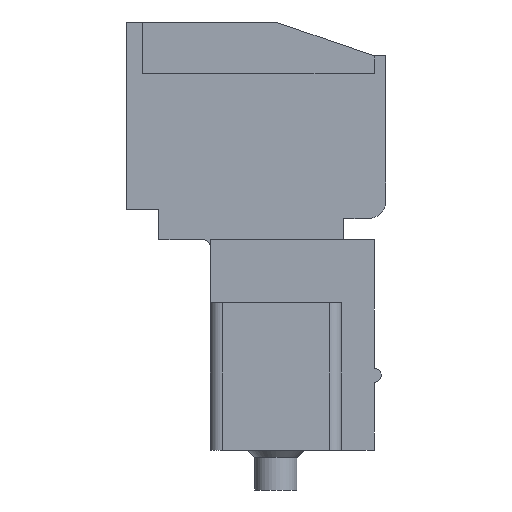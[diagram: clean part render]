
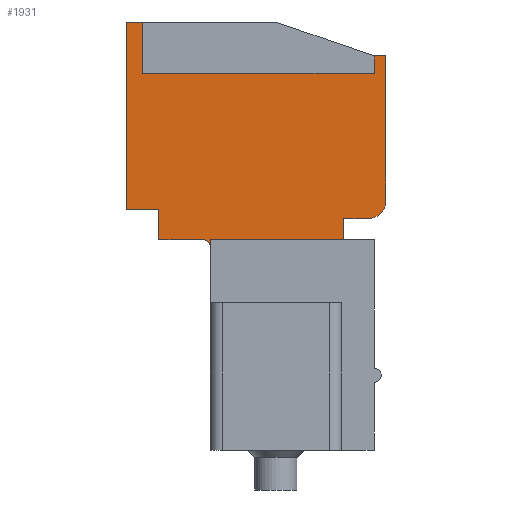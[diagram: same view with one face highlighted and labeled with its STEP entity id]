
A CAD part, left-side view. The second image highlights one B-rep face of the part: STEP entity #1931.
In plain terms, the highlighted planar face has unit normal (-1, 0, 0).
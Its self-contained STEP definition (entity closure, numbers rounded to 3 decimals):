
#1931 = ADVANCED_FACE( '', ( #4228 ), #4229, .T. );
#4228 = FACE_OUTER_BOUND( '', #6995, .T. );
#4229 = PLANE( '', #6996 );
#6995 = EDGE_LOOP( '', ( #12137, #12138, #12139, #12140, #12141, #12142, #12143, #12144, #12145, #12146, #12147, #12148, #12149, #12150, #12151, #12152 ) );
#6996 = AXIS2_PLACEMENT_3D( '', #12153, #12154, #12155 );
#12137 = ORIENTED_EDGE( '', *, *, #16764, .F. );
#12138 = ORIENTED_EDGE( '', *, *, #18436, .F. );
#12139 = ORIENTED_EDGE( '', *, *, #18641, .T. );
#12140 = ORIENTED_EDGE( '', *, *, #16963, .T. );
#12141 = ORIENTED_EDGE( '', *, *, #16784, .T. );
#12142 = ORIENTED_EDGE( '', *, *, #18642, .T. );
#12143 = ORIENTED_EDGE( '', *, *, #18643, .T. );
#12144 = ORIENTED_EDGE( '', *, *, #18644, .T. );
#12145 = ORIENTED_EDGE( '', *, *, #18645, .T. );
#12146 = ORIENTED_EDGE( '', *, *, #18143, .T. );
#12147 = ORIENTED_EDGE( '', *, *, #18277, .T. );
#12148 = ORIENTED_EDGE( '', *, *, #18629, .T. );
#12149 = ORIENTED_EDGE( '', *, *, #18569, .T. );
#12150 = ORIENTED_EDGE( '', *, *, #18006, .F. );
#12151 = ORIENTED_EDGE( '', *, *, #18646, .T. );
#12152 = ORIENTED_EDGE( '', *, *, #18647, .T. );
#12153 = CARTESIAN_POINT( '', ( -13.335, 0., 0. ) );
#12154 = DIRECTION( '', ( -1., 0., 0. ) );
#12155 = DIRECTION( '', ( 0., 0., 1. ) );
#16764 = EDGE_CURVE( '', #20058, #20060, #20061, .T. );
#16784 = EDGE_CURVE( '', #20096, #20097, #20098, .T. );
#16963 = EDGE_CURVE( '', #20416, #20096, #20417, .T. );
#18006 = EDGE_CURVE( '', #22177, #22179, #22180, .F. );
#18143 = EDGE_CURVE( '', #22389, #22387, #22390, .T. );
#18277 = EDGE_CURVE( '', #22387, #22592, #22594, .T. );
#18436 = EDGE_CURVE( '', #22824, #20058, #22826, .T. );
#18569 = EDGE_CURVE( '', #23019, #22179, #23022, .T. );
#18629 = EDGE_CURVE( '', #22592, #23019, #23105, .T. );
#18641 = EDGE_CURVE( '', #22824, #20416, #23122, .T. );
#18642 = EDGE_CURVE( '', #20097, #23123, #23124, .T. );
#18643 = EDGE_CURVE( '', #23123, #23125, #23126, .T. );
#18644 = EDGE_CURVE( '', #23125, #23127, #23128, .T. );
#18645 = EDGE_CURVE( '', #23127, #22389, #23129, .F. );
#18646 = EDGE_CURVE( '', #22177, #23130, #23131, .T. );
#18647 = EDGE_CURVE( '', #23130, #20060, #23132, .T. );
#20058 = VERTEX_POINT( '', #24902 );
#20060 = VERTEX_POINT( '', #24905 );
#20061 = LINE( '', #24906, #24907 );
#20096 = VERTEX_POINT( '', #24959 );
#20097 = VERTEX_POINT( '', #24960 );
#20098 = LINE( '', #24961, #24962 );
#20416 = VERTEX_POINT( '', #25409 );
#20417 = LINE( '', #25410, #25411 );
#22177 = VERTEX_POINT( '', #27969 );
#22179 = VERTEX_POINT( '', #27972 );
#22180 = CIRCLE( '', #27973, 0.75 );
#22387 = VERTEX_POINT( '', #28299 );
#22389 = VERTEX_POINT( '', #28302 );
#22390 = LINE( '', #28303, #28304 );
#22592 = VERTEX_POINT( '', #28599 );
#22594 = LINE( '', #28602, #28603 );
#22824 = VERTEX_POINT( '', #28938 );
#22826 = LINE( '', #28941, #28942 );
#23019 = VERTEX_POINT( '', #29232 );
#23022 = LINE( '', #29237, #29238 );
#23105 = LINE( '', #29360, #29361 );
#23122 = LINE( '', #29384, #29385 );
#23123 = VERTEX_POINT( '', #29386 );
#23124 = LINE( '', #29387, #29388 );
#23125 = VERTEX_POINT( '', #29389 );
#23126 = LINE( '', #29390, #29391 );
#23127 = VERTEX_POINT( '', #29392 );
#23128 = LINE( '', #29393, #29394 );
#23129 = CIRCLE( '', #29395, 0.3 );
#23130 = VERTEX_POINT( '', #29396 );
#23131 = LINE( '', #29397, #29398 );
#23132 = LINE( '', #29399, #29400 );
#24902 = CARTESIAN_POINT( '', ( -13.335, -4.1, 5.8 ) );
#24905 = CARTESIAN_POINT( '', ( -13.335, -4.1, 6.55 ) );
#24906 = CARTESIAN_POINT( '', ( -13.335, -4.1, 5.8 ) );
#24907 = VECTOR( '', #31613, 1000. );
#24959 = CARTESIAN_POINT( '', ( -13.335, 6.5, 8. ) );
#24960 = CARTESIAN_POINT( '', ( -13.335, 6.5, 0. ) );
#24961 = CARTESIAN_POINT( '', ( -13.335, 6.5, 8. ) );
#24962 = VECTOR( '', #31631, 1000. );
#25409 = CARTESIAN_POINT( '', ( -13.335, 5.8, 8. ) );
#25410 = CARTESIAN_POINT( '', ( -13.335, -4.6, 8. ) );
#25411 = VECTOR( '', #31815, 1000. );
#27969 = CARTESIAN_POINT( '', ( -13.335, -4.6, 0.35 ) );
#27972 = CARTESIAN_POINT( '', ( -13.335, -3.85, -0.4 ) );
#27973 = AXIS2_PLACEMENT_3D( '', #32803, #32804, #32805 );
#28299 = CARTESIAN_POINT( '', ( -13.335, 2.9, -1.3 ) );
#28302 = CARTESIAN_POINT( '', ( -13.335, 2.9, -1.6 ) );
#28303 = CARTESIAN_POINT( '', ( -13.335, 2.9, -1.6 ) );
#28304 = VECTOR( '', #32929, 1000. );
#28599 = CARTESIAN_POINT( '', ( -13.335, -2.8, -1.3 ) );
#28602 = CARTESIAN_POINT( '', ( -13.335, 2.9, -1.3 ) );
#28603 = VECTOR( '', #33051, 1000. );
#28938 = CARTESIAN_POINT( '', ( -13.335, 5.8, 5.8 ) );
#28941 = CARTESIAN_POINT( '', ( -13.335, 5.8, 5.8 ) );
#28942 = VECTOR( '', #33200, 1000. );
#29232 = CARTESIAN_POINT( '', ( -13.335, -2.8, -0.4 ) );
#29237 = CARTESIAN_POINT( '', ( -13.335, -4.6, -0.4 ) );
#29238 = VECTOR( '', #33324, 1000. );
#29360 = CARTESIAN_POINT( '', ( -13.335, -2.8, -0.4 ) );
#29361 = VECTOR( '', #33376, 1000. );
#29384 = CARTESIAN_POINT( '', ( -13.335, 5.8, 5.8 ) );
#29385 = VECTOR( '', #33392, 1000. );
#29386 = CARTESIAN_POINT( '', ( -13.335, 5.1, 0. ) );
#29387 = CARTESIAN_POINT( '', ( -13.335, 5.1, 0. ) );
#29388 = VECTOR( '', #33393, 1000. );
#29389 = CARTESIAN_POINT( '', ( -13.335, 5.1, -1.3 ) );
#29390 = CARTESIAN_POINT( '', ( -13.335, 5.1, -1.3 ) );
#29391 = VECTOR( '', #33394, 1000. );
#29392 = CARTESIAN_POINT( '', ( -13.335, 3.2, -1.3 ) );
#29393 = CARTESIAN_POINT( '', ( -13.335, 2.9, -1.3 ) );
#29394 = VECTOR( '', #33395, 1000. );
#29395 = AXIS2_PLACEMENT_3D( '', #33396, #33397, #33398 );
#29396 = CARTESIAN_POINT( '', ( -13.335, -4.6, 6.55 ) );
#29397 = CARTESIAN_POINT( '', ( -13.335, -4.6, -1.3 ) );
#29398 = VECTOR( '', #33399, 1000. );
#29399 = CARTESIAN_POINT( '', ( -13.335, -4.6, 6.55 ) );
#29400 = VECTOR( '', #33400, 1000. );
#31613 = DIRECTION( '', ( 0., 0., 1. ) );
#31631 = DIRECTION( '', ( 0., 0., -1. ) );
#31815 = DIRECTION( '', ( 0., 1., 0. ) );
#32803 = CARTESIAN_POINT( '', ( -13.335, -3.85, 0.35 ) );
#32804 = DIRECTION( '', ( -1., 0., 0. ) );
#32805 = DIRECTION( '', ( 0., 0., 1. ) );
#32929 = DIRECTION( '', ( 0., 0., 1. ) );
#33051 = DIRECTION( '', ( 0., -1., 0. ) );
#33200 = DIRECTION( '', ( 0., -1., 0. ) );
#33324 = DIRECTION( '', ( 0., -1., 0. ) );
#33376 = DIRECTION( '', ( 0., 0., 1. ) );
#33392 = DIRECTION( '', ( 0., 0., 1. ) );
#33393 = DIRECTION( '', ( 0., -1., 0. ) );
#33394 = DIRECTION( '', ( 0., 0., -1. ) );
#33395 = DIRECTION( '', ( 0., -1., 0. ) );
#33396 = CARTESIAN_POINT( '', ( -13.335, 3.2, -1.6 ) );
#33397 = DIRECTION( '', ( -1., 0., 0. ) );
#33398 = DIRECTION( '', ( 0., 0., 1. ) );
#33399 = DIRECTION( '', ( 0., 0., 1. ) );
#33400 = DIRECTION( '', ( 0., 1., 0. ) );
